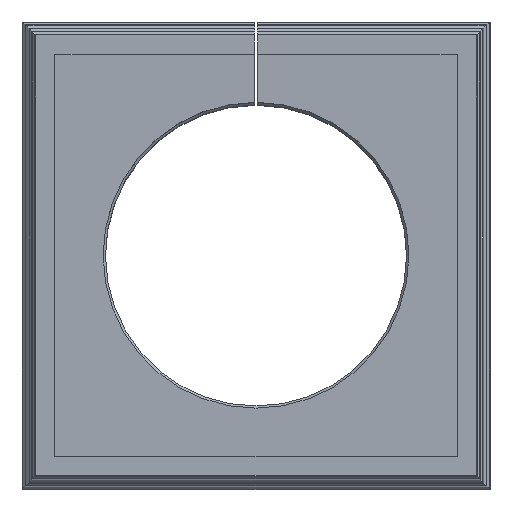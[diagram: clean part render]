
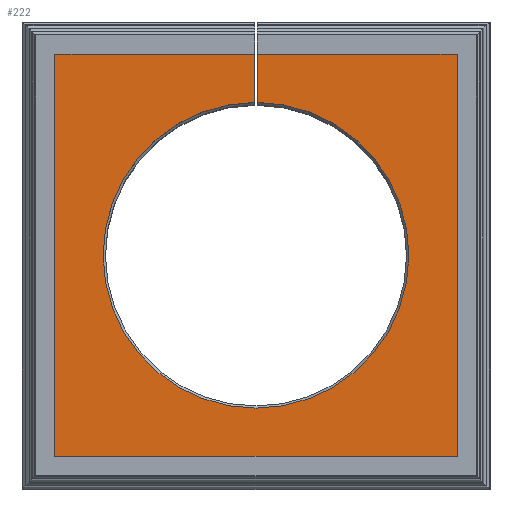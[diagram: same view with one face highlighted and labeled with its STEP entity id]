
A CAD part, top view. The second image highlights one B-rep face of the part: STEP entity #222.
In plain terms, the highlighted planar face has unit normal (0, 0, 1).
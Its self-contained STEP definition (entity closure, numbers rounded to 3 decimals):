
#59=CIRCLE('',#2217,6.5);
#222=ADVANCED_FACE('',(#425),#336,.T.);
#336=PLANE('',#2218);
#425=FACE_OUTER_BOUND('',#547,.T.);
#547=EDGE_LOOP('',(#874,#875,#876,#877,#878,#879,#880,#881));
#874=ORIENTED_EDGE('',*,*,#1585,.F.);
#875=ORIENTED_EDGE('',*,*,#1586,.T.);
#876=ORIENTED_EDGE('',*,*,#1587,.T.);
#877=ORIENTED_EDGE('',*,*,#1588,.T.);
#878=ORIENTED_EDGE('',*,*,#1589,.T.);
#879=ORIENTED_EDGE('',*,*,#1449,.T.);
#880=ORIENTED_EDGE('',*,*,#1590,.F.);
#881=ORIENTED_EDGE('',*,*,#1591,.F.);
#1247=VERTEX_POINT('',#2822);
#1249=VERTEX_POINT('',#2825);
#1342=VERTEX_POINT('',#3260);
#1343=VERTEX_POINT('',#3261);
#1344=VERTEX_POINT('',#3263);
#1345=VERTEX_POINT('',#3265);
#1346=VERTEX_POINT('',#3267);
#1347=VERTEX_POINT('',#3270);
#1449=EDGE_CURVE('',#1249,#1247,#1753,.T.);
#1585=EDGE_CURVE('',#1342,#1343,#1853,.T.);
#1586=EDGE_CURVE('',#1342,#1344,#1854,.T.);
#1587=EDGE_CURVE('',#1344,#1345,#1855,.T.);
#1588=EDGE_CURVE('',#1345,#1346,#1856,.T.);
#1589=EDGE_CURVE('',#1346,#1249,#1857,.T.);
#1590=EDGE_CURVE('',#1347,#1247,#1858,.T.);
#1591=EDGE_CURVE('',#1343,#1347,#59,.T.);
#1753=LINE('',#2824,#1962);
#1853=LINE('',#3259,#2062);
#1854=LINE('',#3262,#2063);
#1855=LINE('',#3264,#2064);
#1856=LINE('',#3266,#2065);
#1857=LINE('',#3268,#2066);
#1858=LINE('',#3269,#2067);
#1962=VECTOR('',#2337,1.);
#2062=VECTOR('',#2525,1.);
#2063=VECTOR('',#2526,1.);
#2064=VECTOR('',#2527,1.);
#2065=VECTOR('',#2528,1.);
#2066=VECTOR('',#2529,1.);
#2067=VECTOR('',#2530,1.);
#2217=AXIS2_PLACEMENT_3D('',#3271,#2531,#2532);
#2218=AXIS2_PLACEMENT_3D('',#3272,#2533,#2534);
#2337=DIRECTION('',(-1.,0.,0.));
#2525=DIRECTION('',(0.,-1.,0.));
#2526=DIRECTION('',(-1.,0.,0.));
#2527=DIRECTION('',(0.,-1.,0.));
#2528=DIRECTION('',(1.,0.,0.));
#2529=DIRECTION('',(0.,1.,0.));
#2530=DIRECTION('',(0.,1.,0.));
#2531=DIRECTION('',(0.,0.,1.));
#2532=DIRECTION('',(1.,0.,0.));
#2533=DIRECTION('',(0.,0.,1.));
#2534=DIRECTION('',(-1.,0.,0.));
#2822=CARTESIAN_POINT('',(0.05,8.55,17.7));
#2824=CARTESIAN_POINT('',(8.55,8.55,17.7));
#2825=CARTESIAN_POINT('',(8.55,8.55,17.7));
#3259=CARTESIAN_POINT('',(-0.05,0.,17.7));
#3260=CARTESIAN_POINT('',(-0.05,8.55,17.7));
#3261=CARTESIAN_POINT('',(-0.05,6.5,17.7));
#3262=CARTESIAN_POINT('',(8.55,8.55,17.7));
#3263=CARTESIAN_POINT('',(-8.55,8.55,17.7));
#3264=CARTESIAN_POINT('',(-8.55,8.55,17.7));
#3265=CARTESIAN_POINT('',(-8.55,-8.55,17.7));
#3266=CARTESIAN_POINT('',(-8.55,-8.55,17.7));
#3267=CARTESIAN_POINT('',(8.55,-8.55,17.7));
#3268=CARTESIAN_POINT('',(8.55,-8.55,17.7));
#3269=CARTESIAN_POINT('',(0.05,0.,17.7));
#3270=CARTESIAN_POINT('',(0.05,6.5,17.7));
#3271=CARTESIAN_POINT('',(0.,0.,17.7));
#3272=CARTESIAN_POINT('',(0.,0.,17.7));
